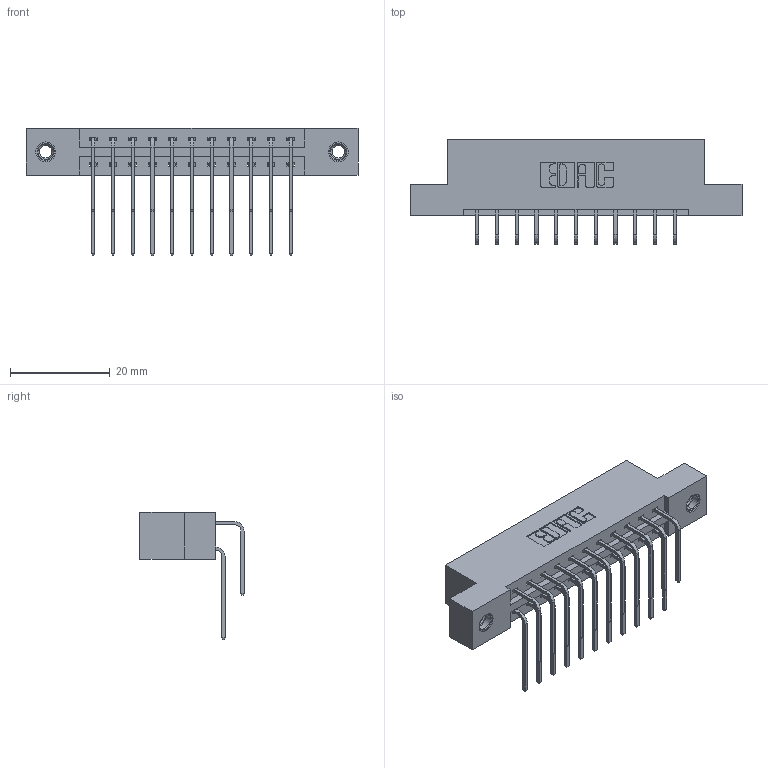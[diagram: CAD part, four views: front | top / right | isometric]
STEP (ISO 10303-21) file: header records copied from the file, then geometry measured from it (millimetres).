
FILE_DESCRIPTION (( 'STEP AP203' ), '1' );
FILE_NAME ('387-022-559-207.STEP', '2018-09-14T06:44:55', ( '' ), ( '' ), 'SwSTEP 2.0', 'SolidWorks 2016', '' );
FILE_SCHEMA (( 'CONFIG_CONTROL_DESIGN' ));
Length unit declared in the file: inch
Products named in the file (5): 345-250-001_345-250-005-103; 387-022-559-207; 337 Part_Flush Mounting Lugs - 0.156 Dia-TI; 345-292-001_558 559 Tail - 1; 345-292-001_559 Tail - 2
Assembly tree (25 placements, depth 2):
  387-022-559-207
    337 Part_Flush Mounting Lugs - 0.156 Dia-TI
    345-292-001_558 559 Tail - 1  x11
    345-292-001_559 Tail - 2  x11
    345-250-001_345-250-005-103  x2
Bounding box: 66.6 x 20.9 x 25.53 mm (x, y, z)
Volume: 6719.5 mm3; surface area: 7968.4 mm2
Topology: 25 solids, 25 shells, 1406 faces, 4121 edges, 2710 vertices
Faces by surface type: plane 982, cylinder 408, cone 12, torus 4
Entity records: 15508 total; most frequent: CARTESIAN_POINT 2664, ORIENTED_EDGE 2542, DIRECTION 2337, EDGE_CURVE 1271, VECTOR 1083, LINE 1083, VERTEX_POINT 840, AXIS2_PLACEMENT_3D 627
